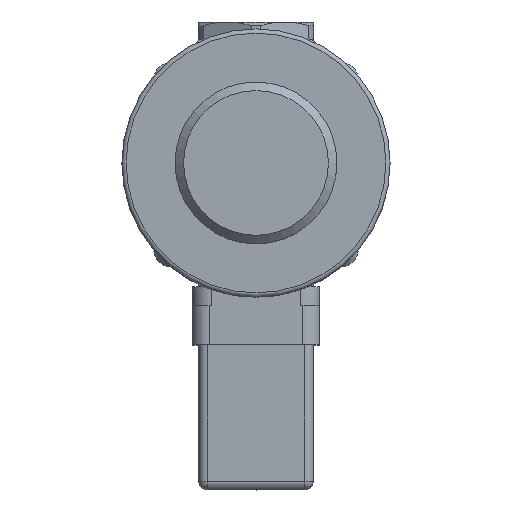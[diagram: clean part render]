
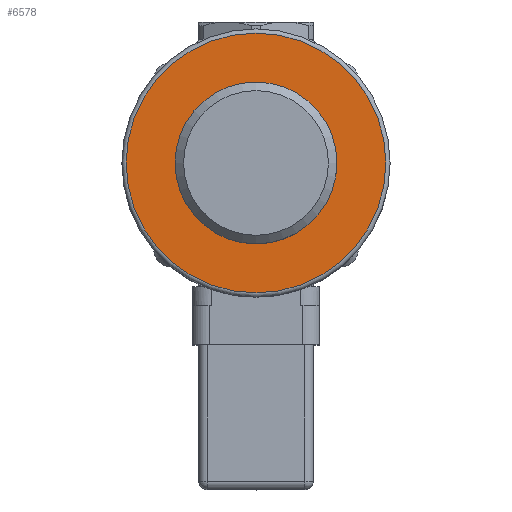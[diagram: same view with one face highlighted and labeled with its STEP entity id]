
A CAD part, top view. The second image highlights one B-rep face of the part: STEP entity #6578.
In plain terms, the highlighted planar face has unit normal (0, 0, 1).
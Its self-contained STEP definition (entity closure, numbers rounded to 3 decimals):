
#1562=PLANE('',#7012);
#1732=FACE_BOUND('',#2246,.T.);
#1819=FACE_OUTER_BOUND('',#2245,.T.);
#2245=EDGE_LOOP('',(#4664));
#2246=EDGE_LOOP('',(#4665));
#2692=CIRCLE('',#7013,30.5);
#2693=CIRCLE('',#7014,19.);
#3040=VERTEX_POINT('',#9620);
#3041=VERTEX_POINT('',#9622);
#3665=EDGE_CURVE('',#3040,#3040,#2692,.T.);
#3666=EDGE_CURVE('',#3041,#3041,#2693,.T.);
#4664=ORIENTED_EDGE('',*,*,#3665,.F.);
#4665=ORIENTED_EDGE('',*,*,#3666,.T.);
#6578=ADVANCED_FACE('',(#1819,#1732),#1562,.T.);
#7012=AXIS2_PLACEMENT_3D('',#9619,#7826,#7827);
#7013=AXIS2_PLACEMENT_3D('',#9621,#7828,#7829);
#7014=AXIS2_PLACEMENT_3D('',#9623,#7830,#7831);
#7826=DIRECTION('center_axis',(0.,0.,
1.));
#7827=DIRECTION('ref_axis',(-1.,0.,0.));
#7828=DIRECTION('center_axis',(0.,0.,
-1.));
#7829=DIRECTION('ref_axis',(0.,-1.,0.));
#7830=DIRECTION('center_axis',(0.,0.,
-1.));
#7831=DIRECTION('ref_axis',(0.174,-0.985,0.));
#9619=CARTESIAN_POINT('Origin',(0.,-22.25,
228.9));
#9620=CARTESIAN_POINT('',(0.,-30.5,228.9));
#9621=CARTESIAN_POINT('Origin',(0.,0.,
228.9));
#9622=CARTESIAN_POINT('',(-3.31,18.709,228.9));
#9623=CARTESIAN_POINT('Origin',(0.,0.,
228.9));
